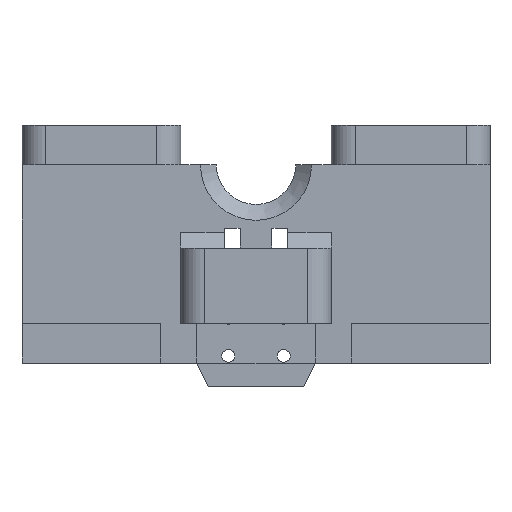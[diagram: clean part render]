
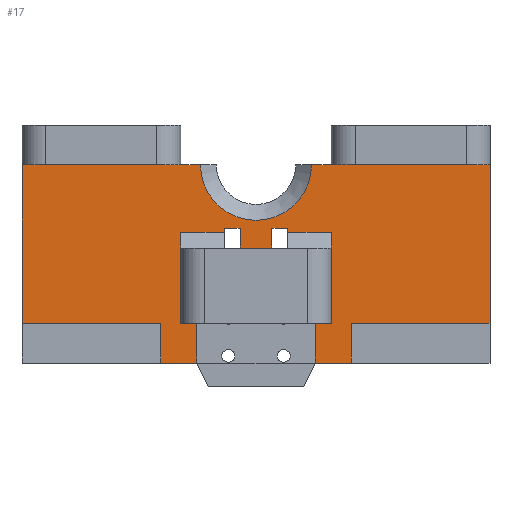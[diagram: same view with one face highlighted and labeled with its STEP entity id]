
A CAD part, front view. The second image highlights one B-rep face of the part: STEP entity #17.
In plain terms, the highlighted planar face has unit normal (0, -1, 0).
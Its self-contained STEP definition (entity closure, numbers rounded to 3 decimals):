
#17 = ADVANCED_FACE('',(#18),#261,.F.);
#18 = FACE_BOUND('',#19,.F.);
#19 = EDGE_LOOP('',(#20,#31,#39,#47,#55,#63,#71,#79,#87,#95,#103,#111,
    #119,#127,#135,#143,#151,#159,#167,#175,#183,#191,#199,#207,#215,
    #223,#231,#239,#247,#255));
#20 = ORIENTED_EDGE('',*,*,#21,.T.);
#21 = EDGE_CURVE('',#22,#24,#26,.T.);
#22 = VERTEX_POINT('',#23);
#23 = CARTESIAN_POINT('',(-7.,0.,52.));
#24 = VERTEX_POINT('',#25);
#25 = CARTESIAN_POINT('',(7.,0.,52.));
#26 = CIRCLE('',#27,7.);
#27 = AXIS2_PLACEMENT_3D('',#28,#29,#30);
#28 = CARTESIAN_POINT('',(0.,0.,52.));
#29 = DIRECTION('',(-0.,-1.,-0.));
#30 = DIRECTION('',(-1.,0.,0.));
#31 = ORIENTED_EDGE('',*,*,#32,.T.);
#32 = EDGE_CURVE('',#24,#33,#35,.T.);
#33 = VERTEX_POINT('',#34);
#34 = CARTESIAN_POINT('',(9.5,0.,52.));
#35 = LINE('',#36,#37);
#36 = CARTESIAN_POINT('',(5.,0.,52.));
#37 = VECTOR('',#38,1.);
#38 = DIRECTION('',(1.,0.,0.));
#39 = ORIENTED_EDGE('',*,*,#40,.T.);
#40 = EDGE_CURVE('',#33,#41,#43,.T.);
#41 = VERTEX_POINT('',#42);
#42 = CARTESIAN_POINT('',(29.5,0.,52.));
#43 = LINE('',#44,#45);
#44 = CARTESIAN_POINT('',(5.,0.,52.));
#45 = VECTOR('',#46,1.);
#46 = DIRECTION('',(1.,0.,0.));
#47 = ORIENTED_EDGE('',*,*,#48,.T.);
#48 = EDGE_CURVE('',#41,#49,#51,.T.);
#49 = VERTEX_POINT('',#50);
#50 = CARTESIAN_POINT('',(29.5,0.,32.));
#51 = LINE('',#52,#53);
#52 = CARTESIAN_POINT('',(29.5,0.,52.));
#53 = VECTOR('',#54,1.);
#54 = DIRECTION('',(0.,0.,-1.));
#55 = ORIENTED_EDGE('',*,*,#56,.F.);
#56 = EDGE_CURVE('',#57,#49,#59,.T.);
#57 = VERTEX_POINT('',#58);
#58 = CARTESIAN_POINT('',(12.,0.,32.));
#59 = LINE('',#60,#61);
#60 = CARTESIAN_POINT('',(12.,0.,32.));
#61 = VECTOR('',#62,1.);
#62 = DIRECTION('',(1.,0.,0.));
#63 = ORIENTED_EDGE('',*,*,#64,.F.);
#64 = EDGE_CURVE('',#65,#57,#67,.T.);
#65 = VERTEX_POINT('',#66);
#66 = CARTESIAN_POINT('',(12.,0.,27.));
#67 = LINE('',#68,#69);
#68 = CARTESIAN_POINT('',(12.,0.,27.));
#69 = VECTOR('',#70,1.);
#70 = DIRECTION('',(0.,0.,1.));
#71 = ORIENTED_EDGE('',*,*,#72,.T.);
#72 = EDGE_CURVE('',#65,#73,#75,.T.);
#73 = VERTEX_POINT('',#74);
#74 = CARTESIAN_POINT('',(7.5,0.,27.));
#75 = LINE('',#76,#77);
#76 = CARTESIAN_POINT('',(29.5,0.,27.));
#77 = VECTOR('',#78,1.);
#78 = DIRECTION('',(-1.,0.,0.));
#79 = ORIENTED_EDGE('',*,*,#80,.T.);
#80 = EDGE_CURVE('',#73,#81,#83,.T.);
#81 = VERTEX_POINT('',#82);
#82 = CARTESIAN_POINT('',(7.5,0.,32.));
#83 = LINE('',#84,#85);
#84 = CARTESIAN_POINT('',(7.5,0.,27.));
#85 = VECTOR('',#86,1.);
#86 = DIRECTION('',(0.,0.,1.));
#87 = ORIENTED_EDGE('',*,*,#88,.T.);
#88 = EDGE_CURVE('',#81,#89,#91,.T.);
#89 = VERTEX_POINT('',#90);
#90 = CARTESIAN_POINT('',(9.5,0.,32.));
#91 = LINE('',#92,#93);
#92 = CARTESIAN_POINT('',(-9.5,0.,32.));
#93 = VECTOR('',#94,1.);
#94 = DIRECTION('',(1.,0.,0.));
#95 = ORIENTED_EDGE('',*,*,#96,.T.);
#96 = EDGE_CURVE('',#89,#97,#99,.T.);
#97 = VERTEX_POINT('',#98);
#98 = CARTESIAN_POINT('',(9.5,0.,41.5));
#99 = LINE('',#100,#101);
#100 = CARTESIAN_POINT('',(9.5,0.,32.));
#101 = VECTOR('',#102,1.);
#102 = DIRECTION('',(0.,0.,1.));
#103 = ORIENTED_EDGE('',*,*,#104,.T.);
#104 = EDGE_CURVE('',#97,#105,#107,.T.);
#105 = VERTEX_POINT('',#106);
#106 = CARTESIAN_POINT('',(9.5,0.,43.5));
#107 = LINE('',#108,#109);
#108 = CARTESIAN_POINT('',(9.5,0.,35.776));
#109 = VECTOR('',#110,1.);
#110 = DIRECTION('',(0.,0.,1.));
#111 = ORIENTED_EDGE('',*,*,#112,.F.);
#112 = EDGE_CURVE('',#113,#105,#115,.T.);
#113 = VERTEX_POINT('',#114);
#114 = CARTESIAN_POINT('',(4.,0.,43.5));
#115 = LINE('',#116,#117);
#116 = CARTESIAN_POINT('',(4.,0.,43.5));
#117 = VECTOR('',#118,1.);
#118 = DIRECTION('',(1.,0.,0.));
#119 = ORIENTED_EDGE('',*,*,#120,.F.);
#120 = EDGE_CURVE('',#121,#113,#123,.T.);
#121 = VERTEX_POINT('',#122);
#122 = CARTESIAN_POINT('',(4.,0.,44.));
#123 = LINE('',#124,#125);
#124 = CARTESIAN_POINT('',(4.,0.,44.));
#125 = VECTOR('',#126,1.);
#126 = DIRECTION('',(0.,0.,-1.));
#127 = ORIENTED_EDGE('',*,*,#128,.F.);
#128 = EDGE_CURVE('',#129,#121,#131,.T.);
#129 = VERTEX_POINT('',#130);
#130 = CARTESIAN_POINT('',(2.,0.,44.));
#131 = LINE('',#132,#133);
#132 = CARTESIAN_POINT('',(2.,0.,44.));
#133 = VECTOR('',#134,1.);
#134 = DIRECTION('',(1.,0.,0.));
#135 = ORIENTED_EDGE('',*,*,#136,.F.);
#136 = EDGE_CURVE('',#137,#129,#139,.T.);
#137 = VERTEX_POINT('',#138);
#138 = CARTESIAN_POINT('',(2.,0.,41.5));
#139 = LINE('',#140,#141);
#140 = CARTESIAN_POINT('',(2.,0.,40.));
#141 = VECTOR('',#142,1.);
#142 = DIRECTION('',(0.,0.,1.));
#143 = ORIENTED_EDGE('',*,*,#144,.F.);
#144 = EDGE_CURVE('',#145,#137,#147,.T.);
#145 = VERTEX_POINT('',#146);
#146 = CARTESIAN_POINT('',(-2.,0.,41.5));
#147 = LINE('',#148,#149);
#148 = CARTESIAN_POINT('',(-9.5,0.,41.5));
#149 = VECTOR('',#150,1.);
#150 = DIRECTION('',(1.,0.,0.));
#151 = ORIENTED_EDGE('',*,*,#152,.F.);
#152 = EDGE_CURVE('',#153,#145,#155,.T.);
#153 = VERTEX_POINT('',#154);
#154 = CARTESIAN_POINT('',(-2.,0.,44.));
#155 = LINE('',#156,#157);
#156 = CARTESIAN_POINT('',(-2.,0.,44.));
#157 = VECTOR('',#158,1.);
#158 = DIRECTION('',(0.,0.,-1.));
#159 = ORIENTED_EDGE('',*,*,#160,.F.);
#160 = EDGE_CURVE('',#161,#153,#163,.T.);
#161 = VERTEX_POINT('',#162);
#162 = CARTESIAN_POINT('',(-4.,0.,44.));
#163 = LINE('',#164,#165);
#164 = CARTESIAN_POINT('',(-4.,0.,44.));
#165 = VECTOR('',#166,1.);
#166 = DIRECTION('',(1.,0.,0.));
#167 = ORIENTED_EDGE('',*,*,#168,.F.);
#168 = EDGE_CURVE('',#169,#161,#171,.T.);
#169 = VERTEX_POINT('',#170);
#170 = CARTESIAN_POINT('',(-4.,0.,43.5));
#171 = LINE('',#172,#173);
#172 = CARTESIAN_POINT('',(-4.,0.,40.));
#173 = VECTOR('',#174,1.);
#174 = DIRECTION('',(0.,0.,1.));
#175 = ORIENTED_EDGE('',*,*,#176,.F.);
#176 = EDGE_CURVE('',#177,#169,#179,.T.);
#177 = VERTEX_POINT('',#178);
#178 = CARTESIAN_POINT('',(-9.5,0.,43.5));
#179 = LINE('',#180,#181);
#180 = CARTESIAN_POINT('',(-9.5,0.,43.5));
#181 = VECTOR('',#182,1.);
#182 = DIRECTION('',(1.,0.,0.));
#183 = ORIENTED_EDGE('',*,*,#184,.F.);
#184 = EDGE_CURVE('',#185,#177,#187,.T.);
#185 = VERTEX_POINT('',#186);
#186 = CARTESIAN_POINT('',(-9.5,0.,41.5));
#187 = LINE('',#188,#189);
#188 = CARTESIAN_POINT('',(-9.5,0.,35.776));
#189 = VECTOR('',#190,1.);
#190 = DIRECTION('',(0.,0.,1.));
#191 = ORIENTED_EDGE('',*,*,#192,.F.);
#192 = EDGE_CURVE('',#193,#185,#195,.T.);
#193 = VERTEX_POINT('',#194);
#194 = CARTESIAN_POINT('',(-9.5,0.,32.));
#195 = LINE('',#196,#197);
#196 = CARTESIAN_POINT('',(-9.5,0.,32.));
#197 = VECTOR('',#198,1.);
#198 = DIRECTION('',(0.,0.,1.));
#199 = ORIENTED_EDGE('',*,*,#200,.T.);
#200 = EDGE_CURVE('',#193,#201,#203,.T.);
#201 = VERTEX_POINT('',#202);
#202 = CARTESIAN_POINT('',(-7.5,0.,32.));
#203 = LINE('',#204,#205);
#204 = CARTESIAN_POINT('',(-9.5,0.,32.));
#205 = VECTOR('',#206,1.);
#206 = DIRECTION('',(1.,0.,0.));
#207 = ORIENTED_EDGE('',*,*,#208,.T.);
#208 = EDGE_CURVE('',#201,#209,#211,.T.);
#209 = VERTEX_POINT('',#210);
#210 = CARTESIAN_POINT('',(-7.5,0.,27.));
#211 = LINE('',#212,#213);
#212 = CARTESIAN_POINT('',(-7.5,0.,35.));
#213 = VECTOR('',#214,1.);
#214 = DIRECTION('',(0.,0.,-1.));
#215 = ORIENTED_EDGE('',*,*,#216,.T.);
#216 = EDGE_CURVE('',#209,#217,#219,.T.);
#217 = VERTEX_POINT('',#218);
#218 = CARTESIAN_POINT('',(-12.,0.,27.));
#219 = LINE('',#220,#221);
#220 = CARTESIAN_POINT('',(29.5,0.,27.));
#221 = VECTOR('',#222,1.);
#222 = DIRECTION('',(-1.,0.,0.));
#223 = ORIENTED_EDGE('',*,*,#224,.T.);
#224 = EDGE_CURVE('',#217,#225,#227,.T.);
#225 = VERTEX_POINT('',#226);
#226 = CARTESIAN_POINT('',(-12.,0.,32.));
#227 = LINE('',#228,#229);
#228 = CARTESIAN_POINT('',(-12.,0.,27.));
#229 = VECTOR('',#230,1.);
#230 = DIRECTION('',(0.,0.,1.));
#231 = ORIENTED_EDGE('',*,*,#232,.T.);
#232 = EDGE_CURVE('',#225,#233,#235,.T.);
#233 = VERTEX_POINT('',#234);
#234 = CARTESIAN_POINT('',(-29.5,0.,32.));
#235 = LINE('',#236,#237);
#236 = CARTESIAN_POINT('',(-12.,0.,32.));
#237 = VECTOR('',#238,1.);
#238 = DIRECTION('',(-1.,0.,0.));
#239 = ORIENTED_EDGE('',*,*,#240,.T.);
#240 = EDGE_CURVE('',#233,#241,#243,.T.);
#241 = VERTEX_POINT('',#242);
#242 = CARTESIAN_POINT('',(-29.5,0.,52.));
#243 = LINE('',#244,#245);
#244 = CARTESIAN_POINT('',(-29.5,0.,27.));
#245 = VECTOR('',#246,1.);
#246 = DIRECTION('',(0.,0.,1.));
#247 = ORIENTED_EDGE('',*,*,#248,.T.);
#248 = EDGE_CURVE('',#241,#249,#251,.T.);
#249 = VERTEX_POINT('',#250);
#250 = CARTESIAN_POINT('',(-9.5,0.,52.));
#251 = LINE('',#252,#253);
#252 = CARTESIAN_POINT('',(-29.5,0.,52.));
#253 = VECTOR('',#254,1.);
#254 = DIRECTION('',(1.,0.,0.));
#255 = ORIENTED_EDGE('',*,*,#256,.T.);
#256 = EDGE_CURVE('',#249,#22,#257,.T.);
#257 = LINE('',#258,#259);
#258 = CARTESIAN_POINT('',(-29.5,0.,52.));
#259 = VECTOR('',#260,1.);
#260 = DIRECTION('',(1.,0.,0.));
#261 = PLANE('',#262);
#262 = AXIS2_PLACEMENT_3D('',#263,#264,#265);
#263 = CARTESIAN_POINT('',(0.,0.,39.551));
#264 = DIRECTION('',(0.,1.,0.));
#265 = DIRECTION('',(0.,0.,1.));
